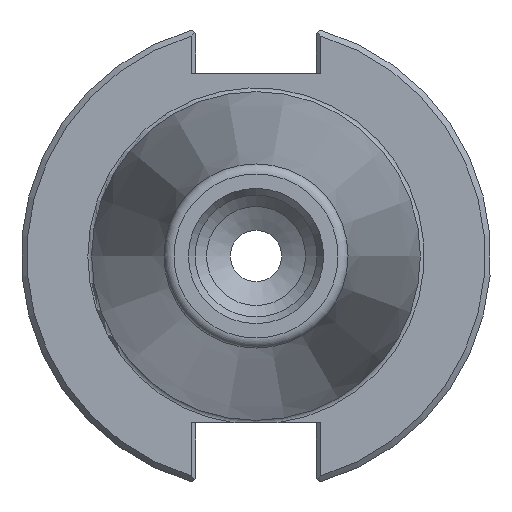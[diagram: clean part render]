
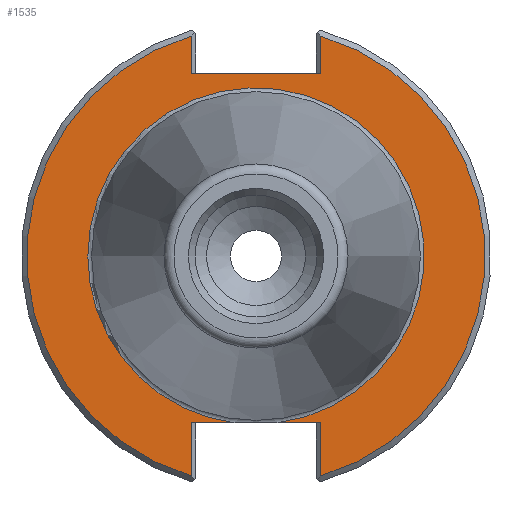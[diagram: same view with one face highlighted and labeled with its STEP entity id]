
A CAD part, left-side view. The second image highlights one B-rep face of the part: STEP entity #1535.
In plain terms, the highlighted planar face has unit normal (-1, 0, 0).
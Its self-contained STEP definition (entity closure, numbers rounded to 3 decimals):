
#41=LINE('',#2662,#128);
#63=LINE('',#2751,#150);
#64=LINE('',#2753,#151);
#65=LINE('',#2756,#152);
#66=LINE('',#2758,#153);
#67=LINE('',#2762,#154);
#68=LINE('',#2763,#155);
#128=VECTOR('',#1972,10.);
#150=VECTOR('',#2036,10.);
#151=VECTOR('',#2037,10.);
#152=VECTOR('',#2040,10.);
#153=VECTOR('',#2041,10.);
#154=VECTOR('',#2044,10.);
#155=VECTOR('',#2045,10.);
#224=PLANE('',#1738);
#440=FACE_OUTER_BOUND('',#564,.T.);
#564=EDGE_LOOP('',(#1199,#1200,#1201,#1202,#1203,#1204,#1205,#1206,#1207,
#1208));
#691=CIRCLE('',#1736,22.733);
#693=CIRCLE('',#1739,30.988);
#694=CIRCLE('',#1740,30.988);
#785=VERTEX_POINT('',#2659);
#786=VERTEX_POINT('',#2661);
#812=VERTEX_POINT('',#2733);
#813=VERTEX_POINT('',#2734);
#815=VERTEX_POINT('',#2750);
#816=VERTEX_POINT('',#2752);
#817=VERTEX_POINT('',#2754);
#818=VERTEX_POINT('',#2757);
#819=VERTEX_POINT('',#2759);
#820=VERTEX_POINT('',#2761);
#933=EDGE_CURVE('',#785,#786,#41,.T.);
#968=EDGE_CURVE('',#812,#813,#691,.T.);
#970=EDGE_CURVE('',#815,#812,#63,.T.);
#971=EDGE_CURVE('',#816,#815,#64,.T.);
#972=EDGE_CURVE('',#817,#816,#693,.T.);
#973=EDGE_CURVE('',#786,#817,#65,.T.);
#974=EDGE_CURVE('',#818,#785,#66,.T.);
#975=EDGE_CURVE('',#819,#818,#694,.T.);
#976=EDGE_CURVE('',#820,#819,#67,.T.);
#977=EDGE_CURVE('',#813,#820,#68,.T.);
#1199=ORIENTED_EDGE('',*,*,#968,.F.);
#1200=ORIENTED_EDGE('',*,*,#970,.F.);
#1201=ORIENTED_EDGE('',*,*,#971,.F.);
#1202=ORIENTED_EDGE('',*,*,#972,.F.);
#1203=ORIENTED_EDGE('',*,*,#973,.F.);
#1204=ORIENTED_EDGE('',*,*,#933,.F.);
#1205=ORIENTED_EDGE('',*,*,#974,.F.);
#1206=ORIENTED_EDGE('',*,*,#975,.F.);
#1207=ORIENTED_EDGE('',*,*,#976,.F.);
#1208=ORIENTED_EDGE('',*,*,#977,.F.);
#1535=ADVANCED_FACE('',(#440),#224,.T.);
#1736=AXIS2_PLACEMENT_3D('',#2746,#2030,#2031);
#1738=AXIS2_PLACEMENT_3D('',#2749,#2034,#2035);
#1739=AXIS2_PLACEMENT_3D('',#2755,#2038,#2039);
#1740=AXIS2_PLACEMENT_3D('',#2760,#2042,#2043);
#1972=DIRECTION('',(0.,-1.,0.));
#2030=DIRECTION('center_axis',(-1.,0.,0.));
#2031=DIRECTION('ref_axis',(0.,-1.,0.));
#2034=DIRECTION('center_axis',(-1.,0.,0.));
#2035=DIRECTION('ref_axis',(0.,0.,1.));
#2036=DIRECTION('',(0.,1.,0.));
#2037=DIRECTION('',(0.,0.,1.));
#2038=DIRECTION('center_axis',(1.,0.,0.));
#2039=DIRECTION('ref_axis',(0.,-1.,0.));
#2040=DIRECTION('',(0.,0.,1.));
#2041=DIRECTION('',(0.,0.,-1.));
#2042=DIRECTION('center_axis',(1.,0.,0.));
#2043=DIRECTION('ref_axis',(0.,1.,0.));
#2044=DIRECTION('',(0.,0.,-1.));
#2045=DIRECTION('',(0.,1.,0.));
#2659=CARTESIAN_POINT('',(3.175,8.763,24.689));
#2661=CARTESIAN_POINT('',(3.175,-8.763,24.689));
#2662=CARTESIAN_POINT('',(3.175,13.494,24.689));
#2733=CARTESIAN_POINT('',(3.175,-2.838,-22.555));
#2734=CARTESIAN_POINT('',(3.175,2.838,-22.555));
#2746=CARTESIAN_POINT('Origin',(3.175,0.,0.));
#2749=CARTESIAN_POINT('Origin',(3.175,26.988,0.));
#2750=CARTESIAN_POINT('',(3.175,-8.763,-22.555));
#2751=CARTESIAN_POINT('',(3.175,13.494,-22.555));
#2752=CARTESIAN_POINT('',(3.175,-8.763,-29.723));
#2753=CARTESIAN_POINT('',(3.175,-8.763,-11.278));
#2754=CARTESIAN_POINT('',(3.175,-8.763,29.723));
#2755=CARTESIAN_POINT('Origin',(3.175,0.,0.));
#2756=CARTESIAN_POINT('',(3.175,-8.763,12.344));
#2757=CARTESIAN_POINT('',(3.175,8.763,29.723));
#2758=CARTESIAN_POINT('',(3.175,8.763,12.344));
#2759=CARTESIAN_POINT('',(3.175,8.763,-29.723));
#2760=CARTESIAN_POINT('Origin',(3.175,0.,0.));
#2761=CARTESIAN_POINT('',(3.175,8.763,-22.555));
#2762=CARTESIAN_POINT('',(3.175,8.763,-11.278));
#2763=CARTESIAN_POINT('',(3.175,13.494,-22.555));
